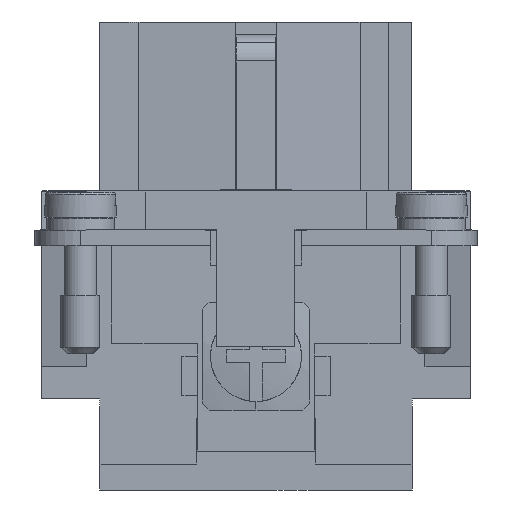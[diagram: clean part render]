
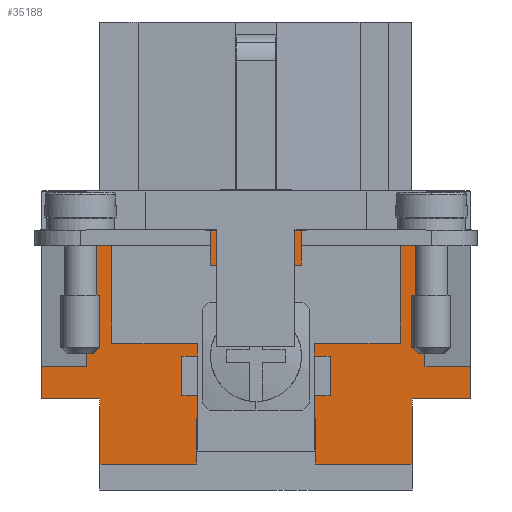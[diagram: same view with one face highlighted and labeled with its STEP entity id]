
A CAD part, left-side view. The second image highlights one B-rep face of the part: STEP entity #35188.
In plain terms, the highlighted planar face has unit normal (-1, 0, 0).
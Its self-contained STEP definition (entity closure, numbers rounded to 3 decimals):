
#30282=CARTESIAN_POINT('',(-45.0,3.5,-2.0));
#30283=VERTEX_POINT('',#30282);
#30290=CARTESIAN_POINT('',(-45.0,-3.5,-2.0));
#30291=VERTEX_POINT('',#30290);
#30292=CARTESIAN_POINT('',(-45.0,3.5,-2.0));
#30293=DIRECTION('',(0.0,-1.0,0.0));
#30294=VECTOR('',#30293,7.0);
#30295=LINE('',#30292,#30294);
#30296=EDGE_CURVE('',#30283,#30291,#30295,.T.);
#34724=CARTESIAN_POINT('',(-45.0,13.,-8.908));
#34725=VERTEX_POINT('',#34724);
#34734=CARTESIAN_POINT('',(-45.0,12.99,-8.908));
#34735=VERTEX_POINT('',#34734);
#34736=CARTESIAN_POINT('',(-45.0,12.99,-8.908));
#34737=DIRECTION('',(0.0,1.0,0.));
#34738=VECTOR('',#34737,0.01);
#34739=LINE('',#34736,#34738);
#34740=EDGE_CURVE('',#34735,#34725,#34739,.T.);
#34820=CARTESIAN_POINT('',(-45.0,12.99,-3.2));
#34821=VERTEX_POINT('',#34820);
#34822=CARTESIAN_POINT('',(-45.0,12.99,-3.2));
#34823=DIRECTION('',(0.0,0.0,-1.0));
#34824=VECTOR('',#34823,5.708);
#34825=LINE('',#34822,#34824);
#34826=EDGE_CURVE('',#34821,#34735,#34825,.T.);
#34868=CARTESIAN_POINT('',(-45.0,3.5,-3.2));
#34869=VERTEX_POINT('',#34868);
#34870=CARTESIAN_POINT('',(-45.0,3.5,-3.2));
#34871=DIRECTION('',(0.0,1.0,0.0));
#34872=VECTOR('',#34871,9.49);
#34873=LINE('',#34870,#34872);
#34874=EDGE_CURVE('',#34869,#34821,#34873,.T.);
#34957=CARTESIAN_POINT('',(-45.0,13.,-12.5));
#34958=VERTEX_POINT('',#34957);
#34965=CARTESIAN_POINT('',(-45.0,13.,-8.908));
#34966=DIRECTION('',(0.0,0.0,-1.0));
#34967=VECTOR('',#34966,3.592);
#34968=LINE('',#34965,#34967);
#34969=EDGE_CURVE('',#34725,#34958,#34968,.T.);
#35028=CARTESIAN_POINT('',(-45.0,0.0,-2.));
#35029=DIRECTION('',(1.0,0.0,0.0));
#35030=DIRECTION('',(0.0,0.0,-1.0));
#35031=AXIS2_PLACEMENT_3D('',#35028,#35029,#35030);
#35032=PLANE('',#35031);
#35033=ORIENTED_EDGE('',*,*,#34826,.T.);
#35034=ORIENTED_EDGE('',*,*,#34740,.T.);
#35035=ORIENTED_EDGE('',*,*,#34969,.T.);
#35036=CARTESIAN_POINT('',(-45.0,16.5,-12.5));
#35037=VERTEX_POINT('',#35036);
#35038=CARTESIAN_POINT('',(-45.0,13.,-12.5));
#35039=DIRECTION('',(0.0,1.0,0.0));
#35040=VECTOR('',#35039,3.5);
#35041=LINE('',#35038,#35040);
#35042=EDGE_CURVE('',#34958,#35037,#35041,.T.);
#35043=ORIENTED_EDGE('',*,*,#35042,.T.);
#35044=CARTESIAN_POINT('',(-45.0,16.5,-15.0));
#35045=VERTEX_POINT('',#35044);
#35046=CARTESIAN_POINT('',(-45.0,16.5,-15.0));
#35047=DIRECTION('',(0.0,0.0,1.0));
#35048=VECTOR('',#35047,2.5);
#35049=LINE('',#35046,#35048);
#35050=EDGE_CURVE('',#35045,#35037,#35049,.T.);
#35051=ORIENTED_EDGE('',*,*,#35050,.F.);
#35052=CARTESIAN_POINT('',(-45.0,12.0,-15.0));
#35053=VERTEX_POINT('',#35052);
#35054=CARTESIAN_POINT('',(-45.0,16.5,-15.0));
#35055=DIRECTION('',(0.0,-1.0,0.0));
#35056=VECTOR('',#35055,4.5);
#35057=LINE('',#35054,#35056);
#35058=EDGE_CURVE('',#35045,#35053,#35057,.T.);
#35059=ORIENTED_EDGE('',*,*,#35058,.T.);
#35060=CARTESIAN_POINT('',(-45.0,12.0,-20.0));
#35061=VERTEX_POINT('',#35060);
#35062=CARTESIAN_POINT('',(-45.0,12.0,-15.0));
#35063=DIRECTION('',(0.0,0.0,-1.0));
#35064=VECTOR('',#35063,5.0);
#35065=LINE('',#35062,#35064);
#35066=EDGE_CURVE('',#35053,#35061,#35065,.T.);
#35067=ORIENTED_EDGE('',*,*,#35066,.T.);
#35068=CARTESIAN_POINT('',(-45.0,4.55,-20.0));
#35069=VERTEX_POINT('',#35068);
#35070=CARTESIAN_POINT('',(-45.0,4.55,-20.0));
#35071=DIRECTION('',(0.0,1.0,0.0));
#35072=VECTOR('',#35071,7.45);
#35073=LINE('',#35070,#35072);
#35074=EDGE_CURVE('',#35069,#35061,#35073,.T.);
#35075=ORIENTED_EDGE('',*,*,#35074,.F.);
#35076=CARTESIAN_POINT('',(-45.0,4.55,-16.5));
#35077=VERTEX_POINT('',#35076);
#35078=CARTESIAN_POINT('',(-45.0,4.55,-20.0));
#35079=DIRECTION('',(0.0,0.0,1.0));
#35080=VECTOR('',#35079,3.5);
#35081=LINE('',#35078,#35080);
#35082=EDGE_CURVE('',#35069,#35077,#35081,.T.);
#35083=ORIENTED_EDGE('',*,*,#35082,.T.);
#35084=CARTESIAN_POINT('',(-45.0,-4.55,-16.5));
#35085=VERTEX_POINT('',#35084);
#35086=CARTESIAN_POINT('',(-45.0,4.55,-16.5));
#35087=DIRECTION('',(0.0,-1.0,0.0));
#35088=VECTOR('',#35087,9.1);
#35089=LINE('',#35086,#35088);
#35090=EDGE_CURVE('',#35077,#35085,#35089,.T.);
#35091=ORIENTED_EDGE('',*,*,#35090,.T.);
#35092=CARTESIAN_POINT('',(-45.0,-4.55,-20.0));
#35093=VERTEX_POINT('',#35092);
#35094=CARTESIAN_POINT('',(-45.0,-4.55,-16.5));
#35095=DIRECTION('',(0.0,0.0,-1.0));
#35096=VECTOR('',#35095,3.5);
#35097=LINE('',#35094,#35096);
#35098=EDGE_CURVE('',#35085,#35093,#35097,.T.);
#35099=ORIENTED_EDGE('',*,*,#35098,.T.);
#35100=CARTESIAN_POINT('',(-45.0,-12.,-20.0));
#35101=VERTEX_POINT('',#35100);
#35102=CARTESIAN_POINT('',(-45.0,-12.,-20.0));
#35103=DIRECTION('',(0.0,1.0,0.0));
#35104=VECTOR('',#35103,7.45);
#35105=LINE('',#35102,#35104);
#35106=EDGE_CURVE('',#35101,#35093,#35105,.T.);
#35107=ORIENTED_EDGE('',*,*,#35106,.F.);
#35108=CARTESIAN_POINT('',(-45.0,-12.,-15.0));
#35109=VERTEX_POINT('',#35108);
#35110=CARTESIAN_POINT('',(-45.0,-12.,-20.0));
#35111=DIRECTION('',(0.0,0.0,1.0));
#35112=VECTOR('',#35111,5.0);
#35113=LINE('',#35110,#35112);
#35114=EDGE_CURVE('',#35101,#35109,#35113,.T.);
#35115=ORIENTED_EDGE('',*,*,#35114,.T.);
#35116=CARTESIAN_POINT('',(-45.0,-16.5,-15.0));
#35117=VERTEX_POINT('',#35116);
#35118=CARTESIAN_POINT('',(-45.0,-12.,-15.0));
#35119=DIRECTION('',(0.0,-1.0,0.0));
#35120=VECTOR('',#35119,4.5);
#35121=LINE('',#35118,#35120);
#35122=EDGE_CURVE('',#35109,#35117,#35121,.T.);
#35123=ORIENTED_EDGE('',*,*,#35122,.T.);
#35124=CARTESIAN_POINT('',(-45.0,-16.5,-12.5));
#35125=VERTEX_POINT('',#35124);
#35126=CARTESIAN_POINT('',(-45.0,-16.5,-12.5));
#35127=DIRECTION('',(0.0,0.0,-1.0));
#35128=VECTOR('',#35127,2.5);
#35129=LINE('',#35126,#35128);
#35130=EDGE_CURVE('',#35125,#35117,#35129,.T.);
#35131=ORIENTED_EDGE('',*,*,#35130,.F.);
#35132=CARTESIAN_POINT('',(-45.0,-13.0,-12.5));
#35133=VERTEX_POINT('',#35132);
#35134=CARTESIAN_POINT('',(-45.0,-16.5,-12.5));
#35135=DIRECTION('',(0.0,1.0,0.0));
#35136=VECTOR('',#35135,3.5);
#35137=LINE('',#35134,#35136);
#35138=EDGE_CURVE('',#35125,#35133,#35137,.T.);
#35139=ORIENTED_EDGE('',*,*,#35138,.T.);
#35140=CARTESIAN_POINT('',(-45.0,-13.0,-8.908));
#35141=VERTEX_POINT('',#35140);
#35142=CARTESIAN_POINT('',(-45.0,-13.0,-12.5));
#35143=DIRECTION('',(0.0,0.0,1.0));
#35144=VECTOR('',#35143,3.592);
#35145=LINE('',#35142,#35144);
#35146=EDGE_CURVE('',#35133,#35141,#35145,.T.);
#35147=ORIENTED_EDGE('',*,*,#35146,.T.);
#35148=CARTESIAN_POINT('',(-45.0,-12.99,-8.908));
#35149=VERTEX_POINT('',#35148);
#35150=CARTESIAN_POINT('',(-45.0,-13.0,-8.908));
#35151=DIRECTION('',(0.0,1.0,0.0));
#35152=VECTOR('',#35151,0.01);
#35153=LINE('',#35150,#35152);
#35154=EDGE_CURVE('',#35141,#35149,#35153,.T.);
#35155=ORIENTED_EDGE('',*,*,#35154,.T.);
#35156=CARTESIAN_POINT('',(-45.0,-12.99,-3.2));
#35157=VERTEX_POINT('',#35156);
#35158=CARTESIAN_POINT('',(-45.0,-12.99,-8.908));
#35159=DIRECTION('',(0.0,0.0,1.0));
#35160=VECTOR('',#35159,5.708);
#35161=LINE('',#35158,#35160);
#35162=EDGE_CURVE('',#35149,#35157,#35161,.T.);
#35163=ORIENTED_EDGE('',*,*,#35162,.T.);
#35164=CARTESIAN_POINT('',(-45.0,-3.5,-3.2));
#35165=VERTEX_POINT('',#35164);
#35166=CARTESIAN_POINT('',(-45.0,-12.99,-3.2));
#35167=DIRECTION('',(0.0,1.0,0.0));
#35168=VECTOR('',#35167,9.49);
#35169=LINE('',#35166,#35168);
#35170=EDGE_CURVE('',#35157,#35165,#35169,.T.);
#35171=ORIENTED_EDGE('',*,*,#35170,.T.);
#35172=CARTESIAN_POINT('',(-45.0,-3.5,-3.2));
#35173=DIRECTION('',(0.0,0.0,1.0));
#35174=VECTOR('',#35173,1.2);
#35175=LINE('',#35172,#35174);
#35176=EDGE_CURVE('',#35165,#30291,#35175,.T.);
#35177=ORIENTED_EDGE('',*,*,#35176,.T.);
#35178=ORIENTED_EDGE('',*,*,#30296,.F.);
#35179=CARTESIAN_POINT('',(-45.0,3.5,-2.0));
#35180=DIRECTION('',(0.0,0.0,-1.0));
#35181=VECTOR('',#35180,1.2);
#35182=LINE('',#35179,#35181);
#35183=EDGE_CURVE('',#30283,#34869,#35182,.T.);
#35184=ORIENTED_EDGE('',*,*,#35183,.T.);
#35185=ORIENTED_EDGE('',*,*,#34874,.T.);
#35186=EDGE_LOOP('',(#35033,#35034,#35035,#35043,#35051,#35059,#35067,#35075,#35083,#35091,#35099,#35107,#35115,#35123,#35131,#35139,#35147,#35155,#35163,#35171,#35177,#35178,#35184,#35185));
#35187=FACE_OUTER_BOUND('',#35186,.T.);
#35188=ADVANCED_FACE('',(#35187),#35032,.F.);
